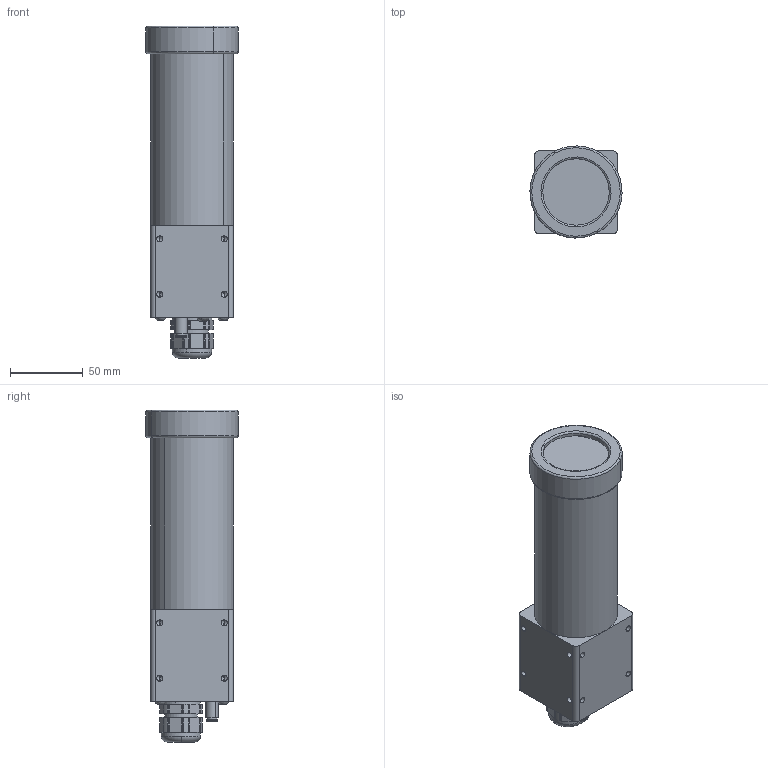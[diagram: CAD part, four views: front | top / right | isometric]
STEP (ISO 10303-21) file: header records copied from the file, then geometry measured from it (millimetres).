
FILE_DESCRIPTION (( 'STEP AP203' ), '1' );
FILE_NAME ('22C-AK.STEP', '2022-01-20T17:16:22', ( '' ), ( '' ), 'SwSTEP 2.0', 'SolidWorks 2021', '' );
FILE_SCHEMA (( 'CONFIG_CONTROL_DESIGN' ));
Length unit declared in the file: inch
Products named in the file (21): 9452K93; SP-032-2; 500500; 400301; PG16-N03; PG16-S01; 200510; 91292A121_91292A121; PG16-B01; 92095A188_92095A188; 400303; 92949A259_92949A259; 22C-AK; PG16-01-01-01-03; 200507; 200511; 200427; 200508; 5779K244_5779K244; PG16-I01; 200509
Assembly tree (25 placements, depth 3):
  22C-AK
    200427
    9452K93
    500500
    200507
    200508
    400301
    400303
    200509
      200510
      SP-032-2  x2
    200511
    92095A188_92095A188  x4
    5779K244_5779K244
    PG16-01-01-01-03
      PG16-B01
      PG16-I01
      PG16-S01
      PG16-N03
    91292A121_91292A121  x2
    92949A259_92949A259
Bounding box: 63.46 x 63.46 x 228.74 mm (x, y, z)
Volume: 215732.7 mm3; surface area: 125082.6 mm2
Topology: 24 solids, 24 shells, 1355 faces, 3475 edges, 2183 vertices
Faces by surface type: cylinder 744, plane 352, cone 209, bspline 23, torus 17, sphere 10
Entity records: 38403 total; most frequent: CARTESIAN_POINT 13212, ORIENTED_EDGE 4918, DIRECTION 4702, EDGE_CURVE 2459, AXIS2_PLACEMENT_3D 1826, VERTEX_POINT 1557, EDGE_LOOP 1092, LINE 1050
